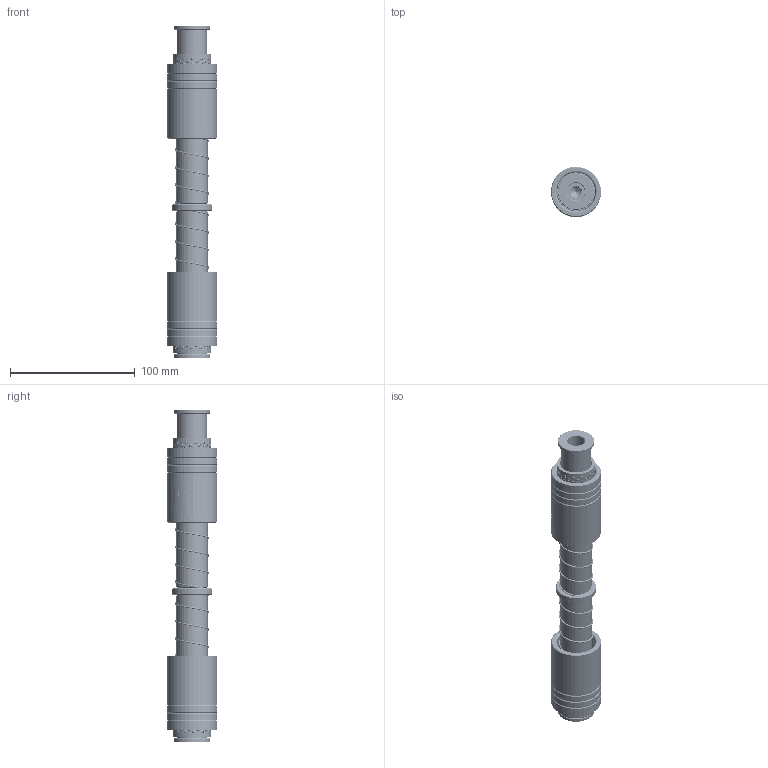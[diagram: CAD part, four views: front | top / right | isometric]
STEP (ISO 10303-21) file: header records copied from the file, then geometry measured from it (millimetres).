
FILE_DESCRIPTION (( 'STEP AP214' ), '1' );
FILE_NAME ('BJGPW BSGPW-D25-LA110-LB90-絳杶60.STEP', '2021-09-29T02:59:11', ( 'User' ), ( 'china' ), 'SwSTEP 2.0', 'SolidWorks 2016', '' );
FILE_SCHEMA (( 'AUTOMOTIVE_DESIGN' ));
Length unit declared in the file: millimetre
Products named in the file (10): BSH BJH-D30.5-25.5-L50; BALL-D3; HWP-B-D27.9-d25.5-L90; HWP-B-D27.9-d25.5-L80; GGTK-D29-d24 - 30; GBBW-D40-d31-L60; GBBW--D40-d31-L60; GPWH-D25-110-90-10; BJGPW BSGPW-D25-LA110-LB90-絳杶60
Assembly tree (296 placements, depth 3):
  BJGPW BSGPW-D25-LA110-LB90-絳杶60
    GPWH-D25-110-90-10
    GBBW--D40-d31-L60
    GBBW-D40-d31-L60
    GGTK-D29-d24 - 30  x2
    HWP-B-D27.9-d25.5-L80
    HWP-B-D27.9-d25.5-L90
    BSH BJH-D30.5-25.5-L50  x2
      BSH BJH-D30.5-25.5-L50
      BALL-D3
Bounding box: 39.97 x 39.97 x 266 mm (x, y, z)
Volume: 201806.3 mm3; surface area: 106607.8 mm2
Topology: 581 solids, 581 shells, 2510 faces, 10940 edges, 7256 vertices
Faces by surface type: sphere 2288, cone 80, cylinder 76, plane 38, torus 16, bspline 12
Entity records: 56820 total; most frequent: CARTESIAN_POINT 34952, ORIENTED_EDGE 4416, DIRECTION 3836, EDGE_CURVE 2208, AXIS2_PLACEMENT_3D 1830, VERTEX_POINT 1442, EDGE_LOOP 1330, B_SPLINE_CURVE_WITH_KNOTS 1252
